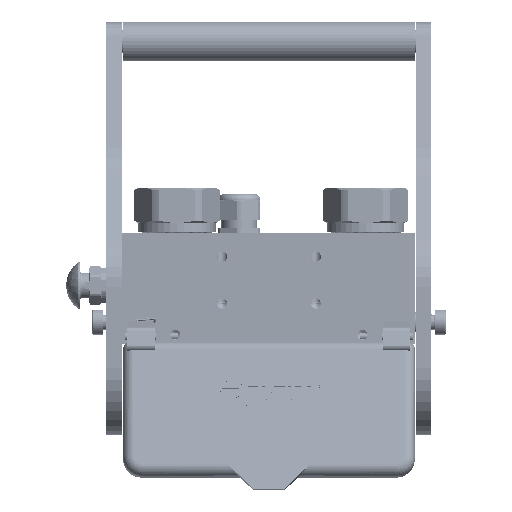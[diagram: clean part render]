
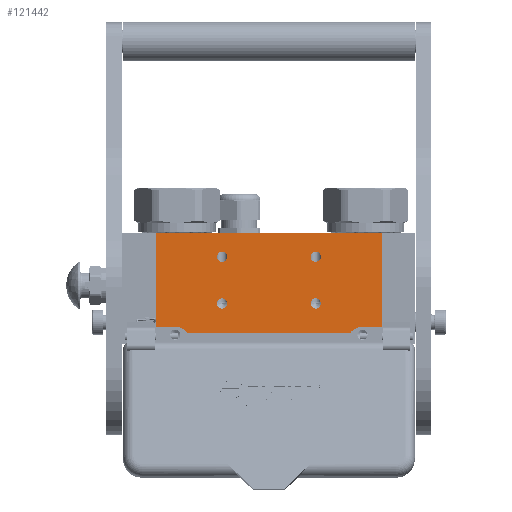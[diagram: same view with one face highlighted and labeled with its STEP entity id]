
A CAD part, left-side view. The second image highlights one B-rep face of the part: STEP entity #121442.
In plain terms, the highlighted face is planar.
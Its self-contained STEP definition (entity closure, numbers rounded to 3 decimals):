
#340 = EDGE_CURVE ( 'NONE', #80593, #87323, #50287, .T. ) ;
#997 = VERTEX_POINT ( 'NONE', #114881 ) ;
#1388 = EDGE_CURVE ( 'NONE', #46997, #142105, #41194, .T. ) ;
#6496 = DIRECTION ( 'NONE',  ( 0., 0., -1. ) ) ;
#9111 = CIRCLE ( 'NONE', #121179, 3.3 ) ;
#9419 = DIRECTION ( 'NONE',  ( 0.815, -0.58, 0. ) ) ;
#9684 = CARTESIAN_POINT ( 'NONE',  ( 145.854, 64.2, -108. ) ) ;
#10050 = EDGE_LOOP ( 'NONE', ( #137449, #33766 ) ) ;
#10216 = CARTESIAN_POINT ( 'NONE',  ( 64., 15., -108. ) ) ;
#10940 = CARTESIAN_POINT ( 'NONE',  ( 154., 60., -108. ) ) ;
#11280 = EDGE_CURVE ( 'NONE', #126072, #67976, #45019, .T. ) ;
#11347 = ORIENTED_EDGE ( 'NONE', *, *, #11280, .T. ) ;
#11725 = VERTEX_POINT ( 'NONE', #79335 ) ;
#14679 = AXIS2_PLACEMENT_3D ( 'NONE', #97694, #6496, #86719 ) ;
#18273 = CARTESIAN_POINT ( 'NONE',  ( 166.7, 0., -108. ) ) ;
#19024 = CARTESIAN_POINT ( 'NONE',  ( 21.3, 0., -108. ) ) ;
#19358 = DIRECTION ( 'NONE',  ( 0., 0., -1. ) ) ;
#19962 = DIRECTION ( 'NONE',  ( 0., 1., 0. ) ) ;
#20933 = VECTOR ( 'NONE', #55061, 1000. ) ;
#22577 = DIRECTION ( 'NONE',  ( 0., -1., 0. ) ) ;
#22645 = LINE ( 'NONE', #9684, #20933 ) ;
#23429 = DIRECTION ( 'NONE',  ( 0., -1., 0. ) ) ;
#23585 = VERTEX_POINT ( 'NONE', #117698 ) ;
#24434 = DIRECTION ( 'NONE',  ( 0., 0., -1. ) ) ;
#29465 = LINE ( 'NONE', #18273, #120518 ) ;
#29687 = ORIENTED_EDGE ( 'NONE', *, *, #1388, .F. ) ;
#30710 = DIRECTION ( 'NONE',  ( 0., 1., 0. ) ) ;
#32859 = DIRECTION ( 'NONE',  ( 0., 1., 0. ) ) ;
#33766 = ORIENTED_EDGE ( 'NONE', *, *, #51416, .F. ) ;
#35375 = CIRCLE ( 'NONE', #42930, 3.3 ) ;
#37000 = ORIENTED_EDGE ( 'NONE', *, *, #60552, .F. ) ;
#37494 = EDGE_CURVE ( 'NONE', #68542, #90371, #118720, .T. ) ;
#37809 = CARTESIAN_POINT ( 'NONE',  ( 64., 48.3, -108. ) ) ;
#39284 = FACE_BOUND ( 'NONE', #87079, .T. ) ;
#39554 = VECTOR ( 'NONE', #90171, 1000. ) ;
#41194 = CIRCLE ( 'NONE', #139425, 10. ) ;
#42930 = AXIS2_PLACEMENT_3D ( 'NONE', #68797, #24434, #23429 ) ;
#43563 = ORIENTED_EDGE ( 'NONE', *, *, #145488, .F. ) ;
#43565 = EDGE_CURVE ( 'NONE', #108971, #145935, #121679, .T. ) ;
#43582 = ORIENTED_EDGE ( 'NONE', *, *, #61941, .F. ) ;
#44120 = DIRECTION ( 'NONE',  ( 0., 0., -1. ) ) ;
#44917 = AXIS2_PLACEMENT_3D ( 'NONE', #10216, #99002, #30710 ) ;
#45019 = LINE ( 'NONE', #91673, #39554 ) ;
#46997 = VERTEX_POINT ( 'NONE', #95509 ) ;
#47512 = AXIS2_PLACEMENT_3D ( 'NONE', #134906, #123401, #22577 ) ;
#49727 = ORIENTED_EDGE ( 'NONE', *, *, #133843, .F. ) ;
#49853 = LINE ( 'NONE', #98241, #76431 ) ;
#50078 = AXIS2_PLACEMENT_3D ( 'NONE', #109406, #74424, #130938 ) ;
#50287 = CIRCLE ( 'NONE', #141195, 3.3 ) ;
#51185 = EDGE_CURVE ( 'NONE', #23585, #99542, #35375, .T. ) ;
#51416 = EDGE_CURVE ( 'NONE', #145935, #108971, #131818, .T. ) ;
#52023 = PLANE ( 'NONE',  #50078 ) ;
#52505 = CARTESIAN_POINT ( 'NONE',  ( 166.7, 60., -108. ) ) ;
#52745 = DIRECTION ( 'NONE',  ( 0., 0., -1. ) ) ;
#53267 = CARTESIAN_POINT ( 'NONE',  ( 64., 15., -108. ) ) ;
#53974 = EDGE_LOOP ( 'NONE', ( #129214, #43582 ) ) ;
#55061 = DIRECTION ( 'NONE',  ( -1., 0., 0. ) ) ;
#56457 = VERTEX_POINT ( 'NONE', #126296 ) ;
#56577 = CARTESIAN_POINT ( 'NONE',  ( 64., 18.3, -108. ) ) ;
#60133 = EDGE_CURVE ( 'NONE', #997, #11725, #114538, .T. ) ;
#60299 = DIRECTION ( 'NONE',  ( -1., 0., 0. ) ) ;
#60552 = EDGE_CURVE ( 'NONE', #11725, #997, #9111, .T. ) ;
#61941 = EDGE_CURVE ( 'NONE', #99542, #23585, #130291, .T. ) ;
#63447 = VECTOR ( 'NONE', #60299, 1000. ) ;
#64191 = FACE_BOUND ( 'NONE', #53974, .T. ) ;
#64384 = ORIENTED_EDGE ( 'NONE', *, *, #340, .F. ) ;
#66242 = CIRCLE ( 'NONE', #101930, 3.3 ) ;
#67266 = CARTESIAN_POINT ( 'NONE',  ( 166.7, 60., -108. ) ) ;
#67976 = VERTEX_POINT ( 'NONE', #97552 ) ;
#68130 = EDGE_LOOP ( 'NONE', ( #43563, #11347, #97182, #82921, #29687, #49727, #97201, #92728 ) ) ;
#68542 = VERTEX_POINT ( 'NONE', #52505 ) ;
#68797 = CARTESIAN_POINT ( 'NONE',  ( 64., 45., -108. ) ) ;
#69153 = EDGE_CURVE ( 'NONE', #87323, #80593, #66242, .T. ) ;
#73445 = CARTESIAN_POINT ( 'NONE',  ( 166.7, 0., -108. ) ) ;
#74424 = DIRECTION ( 'NONE',  ( 0., 0., -1. ) ) ;
#75594 = VECTOR ( 'NONE', #88329, 1000. ) ;
#76131 = EDGE_CURVE ( 'NONE', #67976, #56457, #116743, .T. ) ;
#76431 = VECTOR ( 'NONE', #110755, 1000. ) ;
#76768 = DIRECTION ( 'NONE',  ( 0., 0., -1. ) ) ;
#79120 = AXIS2_PLACEMENT_3D ( 'NONE', #102176, #147165, #32859 ) ;
#79335 = CARTESIAN_POINT ( 'NONE',  ( 124., 48.3, -108. ) ) ;
#80593 = VERTEX_POINT ( 'NONE', #131454 ) ;
#82921 = ORIENTED_EDGE ( 'NONE', *, *, #138043, .T. ) ;
#86719 = DIRECTION ( 'NONE',  ( 0., -1., 0. ) ) ;
#87079 = EDGE_LOOP ( 'NONE', ( #114810, #37000 ) ) ;
#87323 = VERTEX_POINT ( 'NONE', #108993 ) ;
#88150 = AXIS2_PLACEMENT_3D ( 'NONE', #53267, #19358, #133658 ) ;
#88329 = DIRECTION ( 'NONE',  ( 0., 1., 0. ) ) ;
#89341 = CARTESIAN_POINT ( 'NONE',  ( 64., 11.7, -108. ) ) ;
#90171 = DIRECTION ( 'NONE',  ( -1., 0., 0. ) ) ;
#90371 = VERTEX_POINT ( 'NONE', #10940 ) ;
#91673 = CARTESIAN_POINT ( 'NONE',  ( 166.7, 0., -108. ) ) ;
#92728 = ORIENTED_EDGE ( 'NONE', *, *, #37494, .F. ) ;
#95509 = CARTESIAN_POINT ( 'NONE',  ( 42.146, 64.2, -108. ) ) ;
#97182 = ORIENTED_EDGE ( 'NONE', *, *, #76131, .T. ) ;
#97201 = ORIENTED_EDGE ( 'NONE', *, *, #139769, .F. ) ;
#97552 = CARTESIAN_POINT ( 'NONE',  ( 21.3, 0., -108. ) ) ;
#97694 = CARTESIAN_POINT ( 'NONE',  ( 154., 70., -108. ) ) ;
#98078 = FACE_BOUND ( 'NONE', #131670, .T. ) ;
#98241 = CARTESIAN_POINT ( 'NONE',  ( 21.3, 60., -108. ) ) ;
#99002 = DIRECTION ( 'NONE',  ( 0., 0., -1. ) ) ;
#99542 = VERTEX_POINT ( 'NONE', #37809 ) ;
#101169 = CARTESIAN_POINT ( 'NONE',  ( 34., 70., -108. ) ) ;
#101930 = AXIS2_PLACEMENT_3D ( 'NONE', #121124, #52745, #132642 ) ;
#102176 = CARTESIAN_POINT ( 'NONE',  ( 64., 45., -108. ) ) ;
#104347 = ORIENTED_EDGE ( 'NONE', *, *, #69153, .F. ) ;
#108971 = VERTEX_POINT ( 'NONE', #89341 ) ;
#108993 = CARTESIAN_POINT ( 'NONE',  ( 124., 18.3, -108. ) ) ;
#109406 = CARTESIAN_POINT ( 'NONE',  ( 166.7, 0., -108. ) ) ;
#110755 = DIRECTION ( 'NONE',  ( 1., 0., 0. ) ) ;
#112985 = DIRECTION ( 'NONE',  ( 0., -1., 0. ) ) ;
#113218 = DIRECTION ( 'NONE',  ( 0., 0., -1. ) ) ;
#113647 = CIRCLE ( 'NONE', #14679, 10. ) ;
#114538 = CIRCLE ( 'NONE', #47512, 3.3 ) ;
#114810 = ORIENTED_EDGE ( 'NONE', *, *, #60133, .F. ) ;
#114881 = CARTESIAN_POINT ( 'NONE',  ( 124., 41.7, -108. ) ) ;
#116743 = LINE ( 'NONE', #19024, #75594 ) ;
#117698 = CARTESIAN_POINT ( 'NONE',  ( 64., 41.7, -108. ) ) ;
#118720 = LINE ( 'NONE', #67266, #63447 ) ;
#120000 = CARTESIAN_POINT ( 'NONE',  ( 34., 60., -108. ) ) ;
#120518 = VECTOR ( 'NONE', #132087, 1000. ) ;
#121124 = CARTESIAN_POINT ( 'NONE',  ( 124., 15., -108. ) ) ;
#121179 = AXIS2_PLACEMENT_3D ( 'NONE', #133763, #76768, #19962 ) ;
#121442 = ADVANCED_FACE ( 'NONE', ( #39284, #98078, #64191, #142848, #128497 ), #52023, .T. ) ;
#121679 = CIRCLE ( 'NONE', #88150, 3.3 ) ;
#123401 = DIRECTION ( 'NONE',  ( 0., 0., -1. ) ) ;
#125263 = VERTEX_POINT ( 'NONE', #138169 ) ;
#126072 = VERTEX_POINT ( 'NONE', #73445 ) ;
#126296 = CARTESIAN_POINT ( 'NONE',  ( 21.3, 60., -108. ) ) ;
#128497 = FACE_OUTER_BOUND ( 'NONE', #68130, .T. ) ;
#129214 = ORIENTED_EDGE ( 'NONE', *, *, #51185, .F. ) ;
#130291 = CIRCLE ( 'NONE', #79120, 3.3 ) ;
#130938 = DIRECTION ( 'NONE',  ( -1., 0., 0. ) ) ;
#131454 = CARTESIAN_POINT ( 'NONE',  ( 124., 11.7, -108. ) ) ;
#131670 = EDGE_LOOP ( 'NONE', ( #64384, #104347 ) ) ;
#131818 = CIRCLE ( 'NONE', #44917, 3.3 ) ;
#132087 = DIRECTION ( 'NONE',  ( 0., 1., 0. ) ) ;
#132642 = DIRECTION ( 'NONE',  ( 0., 1., 0. ) ) ;
#133658 = DIRECTION ( 'NONE',  ( 0., -1., 0. ) ) ;
#133763 = CARTESIAN_POINT ( 'NONE',  ( 124., 45., -108. ) ) ;
#133843 = EDGE_CURVE ( 'NONE', #125263, #46997, #22645, .T. ) ;
#134906 = CARTESIAN_POINT ( 'NONE',  ( 124., 45., -108. ) ) ;
#137449 = ORIENTED_EDGE ( 'NONE', *, *, #43565, .F. ) ;
#138043 = EDGE_CURVE ( 'NONE', #56457, #142105, #49853, .T. ) ;
#138169 = CARTESIAN_POINT ( 'NONE',  ( 145.854, 64.2, -108. ) ) ;
#139425 = AXIS2_PLACEMENT_3D ( 'NONE', #101169, #113218, #9419 ) ;
#139769 = EDGE_CURVE ( 'NONE', #90371, #125263, #113647, .T. ) ;
#141195 = AXIS2_PLACEMENT_3D ( 'NONE', #144959, #44120, #112985 ) ;
#142105 = VERTEX_POINT ( 'NONE', #120000 ) ;
#142848 = FACE_BOUND ( 'NONE', #10050, .T. ) ;
#144959 = CARTESIAN_POINT ( 'NONE',  ( 124., 15., -108. ) ) ;
#145488 = EDGE_CURVE ( 'NONE', #126072, #68542, #29465, .T. ) ;
#145935 = VERTEX_POINT ( 'NONE', #56577 ) ;
#147165 = DIRECTION ( 'NONE',  ( 0., 0., -1. ) ) ;
